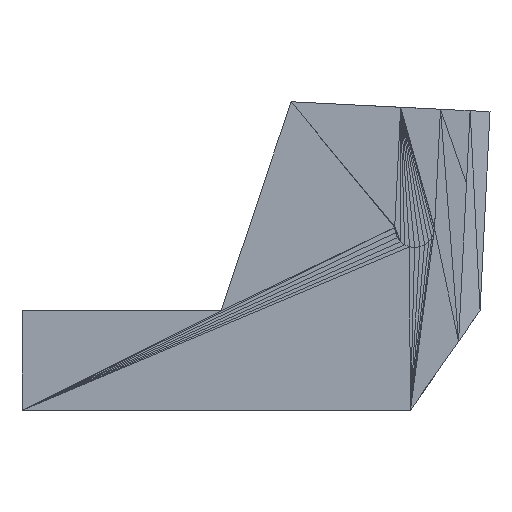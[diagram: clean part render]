
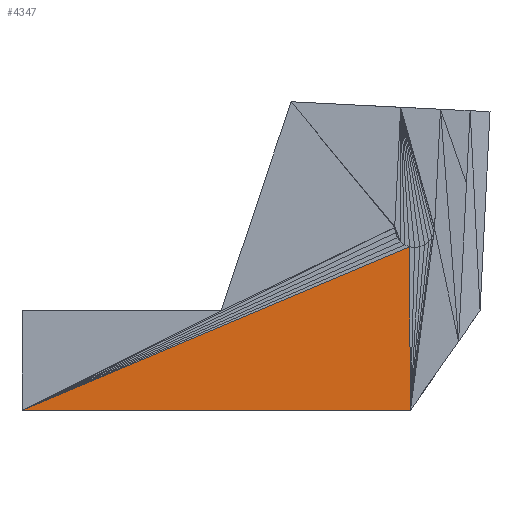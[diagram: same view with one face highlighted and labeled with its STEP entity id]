
A CAD part, left-side view. The second image highlights one B-rep face of the part: STEP entity #4347.
In plain terms, the highlighted planar face has unit normal (-1, 0, 0).
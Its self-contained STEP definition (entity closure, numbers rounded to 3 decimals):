
#23=FACE_OUTER_BOUND('',#416,.T.);
#416=EDGE_LOOP('',(#2790,#2791,#2792));
#816=LINE('',#6551,#1406);
#818=LINE('',#6555,#1408);
#819=LINE('',#6556,#1409);
#1406=VECTOR('',#5172,10.);
#1408=VECTOR('',#5176,10.);
#1409=VECTOR('',#5177,10.);
#1982=VERTEX_POINT('',#6520);
#1990=VERTEX_POINT('',#6550);
#1991=VERTEX_POINT('',#6554);
#2191=EDGE_CURVE('',#1990,#1982,#816,.T.);
#2193=EDGE_CURVE('',#1991,#1990,#818,.T.);
#2194=EDGE_CURVE('',#1991,#1982,#819,.T.);
#2790=ORIENTED_EDGE('',*,*,#2193,.T.);
#2791=ORIENTED_EDGE('',*,*,#2191,.T.);
#2792=ORIENTED_EDGE('',*,*,#2194,.F.);
#3954=PLANE('',#4754);
#4347=ADVANCED_FACE('',(#23),#3954,.T.);
#4754=AXIS2_PLACEMENT_3D('',#6553,#5174,#5175);
#5172=DIRECTION('',(0.,0.921,-0.389));
#5174=DIRECTION('center_axis',(-1.,0.,0.));
#5175=DIRECTION('ref_axis',(0.,0.,1.));
#5176=DIRECTION('',(0.,0.005,1.));
#5177=DIRECTION('',(0.,1.,0.));
#6520=CARTESIAN_POINT('',(108.,232.895,119.015));
#6550=CARTESIAN_POINT('',(108.,193.983,135.422));
#6551=CARTESIAN_POINT('',(108.,193.983,135.422));
#6553=CARTESIAN_POINT('Origin',(108.,232.895,119.015));
#6554=CARTESIAN_POINT('',(108.,193.895,119.015));
#6555=CARTESIAN_POINT('',(108.,193.895,119.015));
#6556=CARTESIAN_POINT('',(108.,193.895,119.015));
